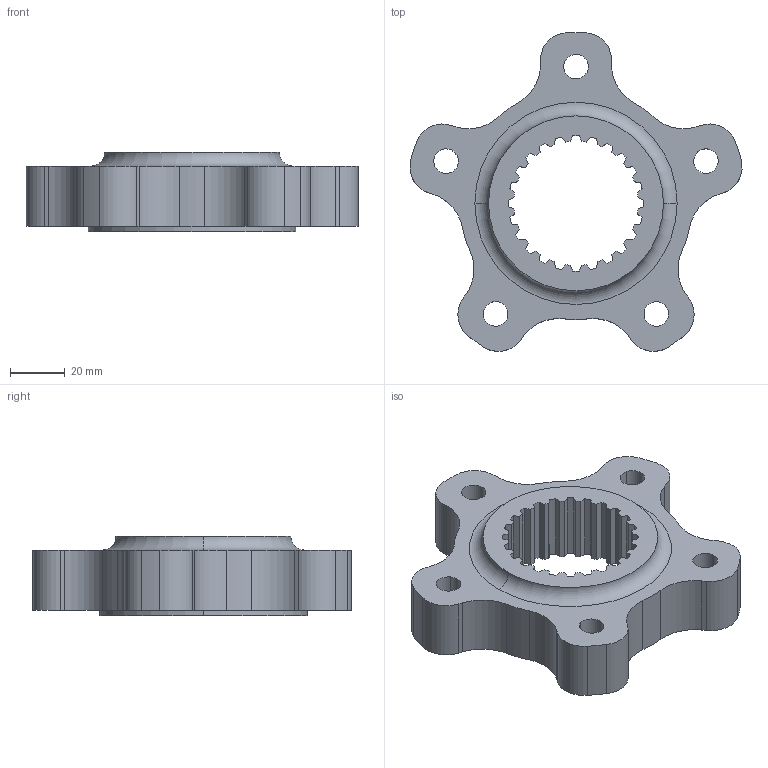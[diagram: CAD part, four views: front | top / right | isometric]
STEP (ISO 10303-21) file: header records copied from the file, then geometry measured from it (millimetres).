
FILE_DESCRIPTION(('CATIA V5 STEP Exchange'),'2;1');
FILE_NAME('20C_EN_06008 (Sprocket Bearer) v2.0.stp','2021-02-21T10:03:47+00:00',('none'),('none'),'CATIA Version 5 Release 19 SP 2 (IN-10)','CATIA V5 STEP AP203','none');
FILE_SCHEMA(('CONFIG_CONTROL_DESIGN'));
Length unit declared in the file: millimetre
Products named in the file (1): EN_06008 (porte-couronne)
Bounding box: 121.49 x 116.63 x 29 mm (x, y, z)
Volume: 142879.4 mm3; surface area: 31596.1 mm2
Topology: 1 solids, 1 shells, 159 faces, 462 edges, 308 vertices
Faces by surface type: cylinder 92, plane 63, torus 2, cone 2
Entity records: 4792 total; most frequent: ORIENTED_EDGE 924, CARTESIAN_POINT 848, DIRECTION 616, EDGE_CURVE 462, VERTEX_POINT 308, AXIS2_PLACEMENT_3D 272, VECTOR 268, LINE 268
